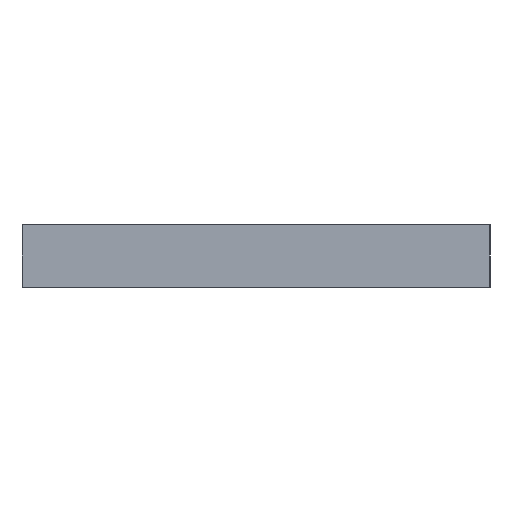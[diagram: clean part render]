
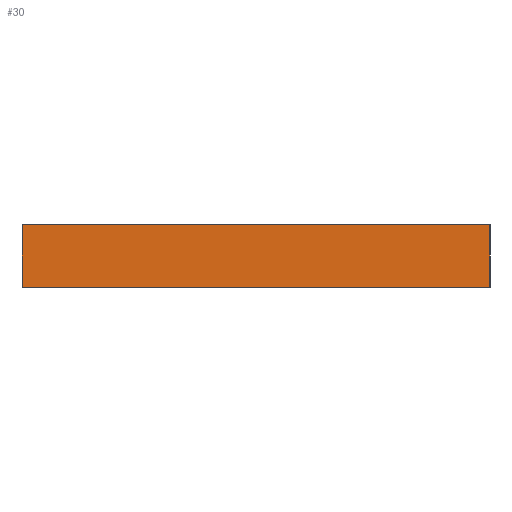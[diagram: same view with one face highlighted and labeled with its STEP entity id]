
A CAD part, front view. The second image highlights one B-rep face of the part: STEP entity #30.
In plain terms, the highlighted planar face has unit normal (0, -1, 0).
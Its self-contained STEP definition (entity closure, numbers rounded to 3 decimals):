
#30 = ADVANCED_FACE( '', ( #59 ), #60, .F. );
#59 = FACE_OUTER_BOUND( '', #84, .T. );
#60 = PLANE( '', #85 );
#84 = EDGE_LOOP( '', ( #103, #104, #105, #106 ) );
#85 = AXIS2_PLACEMENT_3D( '', #107, #108, #109 );
#103 = ORIENTED_EDGE( '', *, *, #151, .T. );
#104 = ORIENTED_EDGE( '', *, *, #152, .F. );
#105 = ORIENTED_EDGE( '', *, *, #153, .F. );
#106 = ORIENTED_EDGE( '', *, *, #154, .T. );
#107 = CARTESIAN_POINT( '', ( -15., 0., 2. ) );
#108 = DIRECTION( '', ( 0., 1., 0. ) );
#109 = DIRECTION( '', ( 0., 0., 1. ) );
#151 = EDGE_CURVE( '', #169, #170, #171, .T. );
#152 = EDGE_CURVE( '', #172, #170, #173, .T. );
#153 = EDGE_CURVE( '', #174, #172, #175, .T. );
#154 = EDGE_CURVE( '', #174, #169, #176, .T. );
#169 = VERTEX_POINT( '', #195 );
#170 = VERTEX_POINT( '', #196 );
#171 = LINE( '', #197, #198 );
#172 = VERTEX_POINT( '', #199 );
#173 = LINE( '', #200, #201 );
#174 = VERTEX_POINT( '', #202 );
#175 = LINE( '', #203, #204 );
#176 = LINE( '', #205, #206 );
#195 = CARTESIAN_POINT( '', ( -15., 0., 0. ) );
#196 = CARTESIAN_POINT( '', ( 0., 0., 0. ) );
#197 = CARTESIAN_POINT( '', ( -15., 0., 0. ) );
#198 = VECTOR( '', #232, 1000. );
#199 = CARTESIAN_POINT( '', ( 0., 0., 2. ) );
#200 = CARTESIAN_POINT( '', ( 0., 0., 2. ) );
#201 = VECTOR( '', #233, 1000. );
#202 = CARTESIAN_POINT( '', ( -15., 0., 2. ) );
#203 = CARTESIAN_POINT( '', ( -15., 0., 2. ) );
#204 = VECTOR( '', #234, 1000. );
#205 = CARTESIAN_POINT( '', ( -15., 0., 2. ) );
#206 = VECTOR( '', #235, 1000. );
#232 = DIRECTION( '', ( 1., 0., 0. ) );
#233 = DIRECTION( '', ( 0., 0., -1. ) );
#234 = DIRECTION( '', ( 1., 0., 0. ) );
#235 = DIRECTION( '', ( 0., 0., -1. ) );
